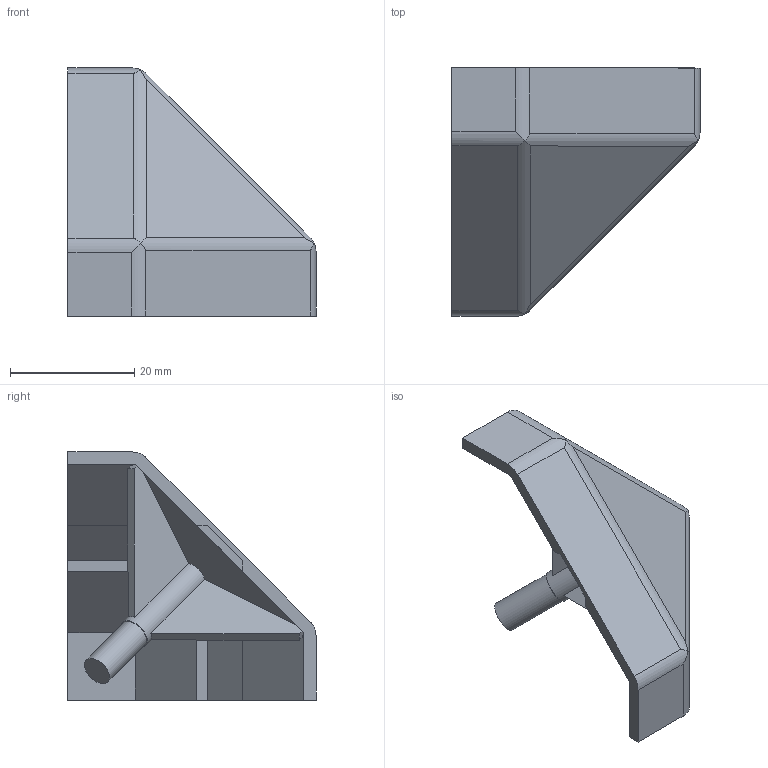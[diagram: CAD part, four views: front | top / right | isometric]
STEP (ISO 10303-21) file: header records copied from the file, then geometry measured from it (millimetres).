
FILE_DESCRIPTION (( 'STEP AP203' ), '1' );
FILE_NAME ('282310008_c_1.STEP', '2022-12-02T04:26:24', ( '' ), ( '' ), 'SwSTEP 2.0', 'SolidWorks 2014', '' );
FILE_SCHEMA (( 'CONFIG_CONTROL_DESIGN' ));
Length unit declared in the file: millimetre
Products named in the file (1): 282310008_c_1
Bounding box: 40 x 40 x 40 mm (x, y, z)
Volume: 5658.5 mm3; surface area: 6484.5 mm2
Topology: 1 solids, 1 shells, 62 faces, 175 edges, 116 vertices
Faces by surface type: plane 49, cylinder 13
Entity records: 2117 total; most frequent: CARTESIAN_POINT 477, ORIENTED_EDGE 350, DIRECTION 293, EDGE_CURVE 175, LINE 133, VECTOR 133, VERTEX_POINT 116, AXIS2_PLACEMENT_3D 80
